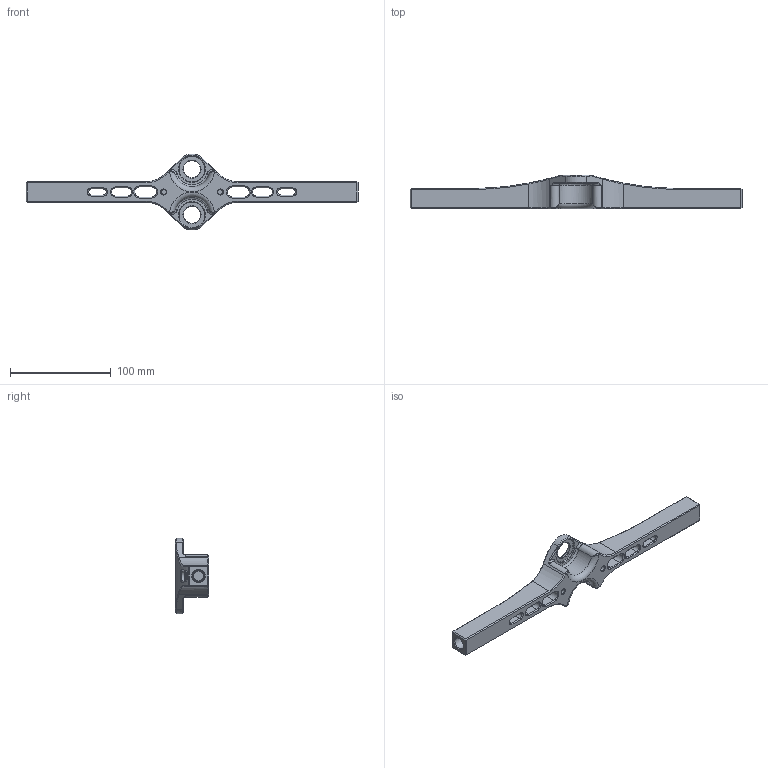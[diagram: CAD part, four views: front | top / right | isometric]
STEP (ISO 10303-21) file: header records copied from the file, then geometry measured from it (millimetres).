
FILE_DESCRIPTION(('STEP AP203'), '1');
FILE_NAME('醫鸆鍆趌1', '', ('UNSPECIFIED'), ('UNSPECIFIED'), 'ASCON STEP Converter 1.6', 'ASCON Math Kernel', '');
FILE_SCHEMA(('CONFIG_CONTROL_DESIGN'));
Length unit declared in the file: millimetre
Products named in the file (1): Âåøàëêà
Bounding box: 330 x 33 x 75.42 mm (x, y, z)
Volume: 146929.4 mm3; surface area: 42460.9 mm2
Topology: 1 solids, 1 shells, 220 faces, 490 edges, 272 vertices
Faces by surface type: plane 84, cone 54, cylinder 40, bspline 32, torus 10
Full cylindrical faces by diameter (mm): 5 x2, 10 x2, 12 x2, 17 x2, 25.5 x4
Entity records: 16331 total; most frequent: CARTESIAN_POINT 10141, ORIENTED_EDGE 908, DIRECTION 812, EDGE_CURVE 454, AXIS2_PLACEMENT_3D 305, EDGE_LOOP 272, VERTEX_POINT 272, COLOUR_RGB 221
